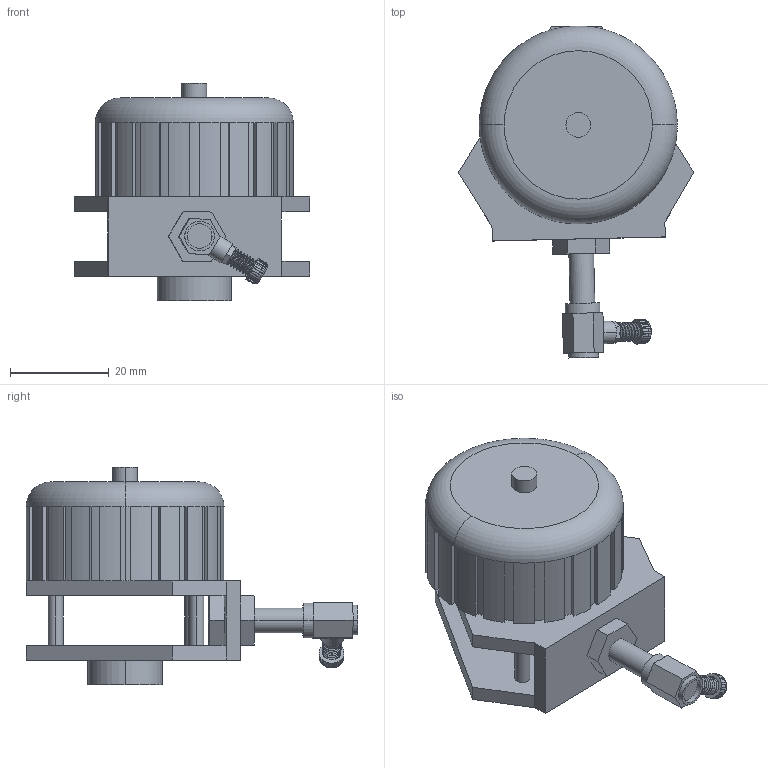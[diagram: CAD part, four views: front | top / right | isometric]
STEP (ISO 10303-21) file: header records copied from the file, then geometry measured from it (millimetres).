
FILE_DESCRIPTION (( 'STEP AP214' ), '1' );
FILE_NAME ('6axis- part6.STEP', '2025-12-14T14:53:36', ( '' ), ( '' ), 'SwSTEP 2.0', 'SolidWorks 2024', '' );
FILE_SCHEMA (( 'AUTOMOTIVE_DESIGN' ));
Length unit declared in the file: millimetre
Products named in the file (1): 6axis- part6
Bounding box: 47.58 x 67.05 x 44 mm (x, y, z)
Volume: 35356.1 mm3; surface area: 11743.9 mm2
Topology: 1 solids, 1 shells, 282 faces, 739 edges, 470 vertices
Faces by surface type: plane 178, cylinder 96, torus 5, bspline 3
Entity records: 11100 total; most frequent: CARTESIAN_POINT 4088, ORIENTED_EDGE 1478, DIRECTION 1468, EDGE_CURVE 739, AXIS2_PLACEMENT_3D 519, VERTEX_POINT 470, LINE 430, VECTOR 430
